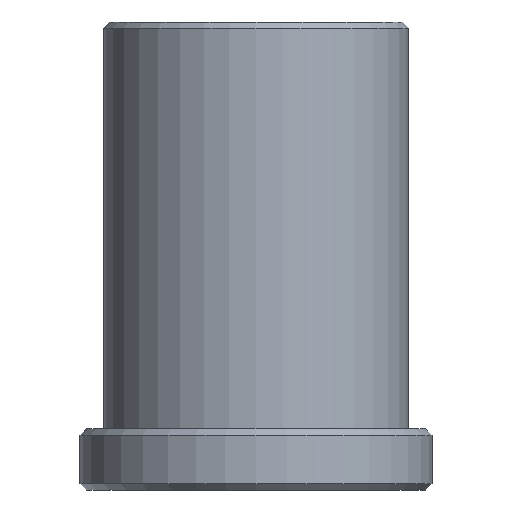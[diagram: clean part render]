
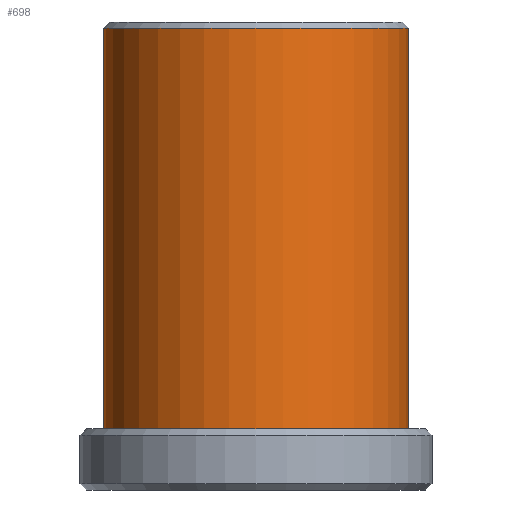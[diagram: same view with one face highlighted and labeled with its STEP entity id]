
A CAD part, front view. The second image highlights one B-rep face of the part: STEP entity #698.
In plain terms, the highlighted cylindrical face has radius 7.5 mm (diameter 15 mm), a partial arc.
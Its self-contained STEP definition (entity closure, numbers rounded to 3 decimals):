
#51 = CARTESIAN_POINT ( 'NONE',  ( 0., 0., 22.7 ) ) ;
#59 = DIRECTION ( 'NONE',  ( 0., 0., -1. ) ) ;
#64 = DIRECTION ( 'NONE',  ( 1., 0., 0. ) ) ;
#65 = EDGE_CURVE ( 'NONE', #1068, #387, #899, .T. ) ;
#238 = FACE_OUTER_BOUND ( 'NONE', #1322, .T. ) ;
#249 = EDGE_CURVE ( 'NONE', #387, #798, #950, .T. ) ;
#260 = DIRECTION ( 'NONE',  ( 0., 0., -1. ) ) ;
#274 = CARTESIAN_POINT ( 'NONE',  ( 7.5, 0., 22.7 ) ) ;
#281 = ORIENTED_EDGE ( 'NONE', *, *, #65, .T. ) ;
#348 = LINE ( 'NONE', #1238, #892 ) ;
#357 = CARTESIAN_POINT ( 'NONE',  ( -7.5, 0., 22.7 ) ) ;
#387 = VERTEX_POINT ( 'NONE', #357 ) ;
#501 = CYLINDRICAL_SURFACE ( 'NONE', #1374, 7.5 ) ;
#552 = AXIS2_PLACEMENT_3D ( 'NONE', #51, #59, #64 ) ;
#557 = CIRCLE ( 'NONE', #976, 7.5 ) ;
#598 = ORIENTED_EDGE ( 'NONE', *, *, #934, .F. ) ;
#652 = VECTOR ( 'NONE', #979, 1000. ) ;
#672 = CARTESIAN_POINT ( 'NONE',  ( 7.5, 0., 3. ) ) ;
#698 = ADVANCED_FACE ( 'NONE', ( #238 ), #501, .T. ) ;
#759 = VERTEX_POINT ( 'NONE', #672 ) ;
#798 = VERTEX_POINT ( 'NONE', #1114 ) ;
#865 = CARTESIAN_POINT ( 'NONE',  ( -7.5, 0., 23. ) ) ;
#871 = EDGE_CURVE ( 'NONE', #1068, #759, #348, .T. ) ;
#892 = VECTOR ( 'NONE', #1127, 1000. ) ;
#899 = CIRCLE ( 'NONE', #552, 7.5 ) ;
#917 = CARTESIAN_POINT ( 'NONE',  ( 0., 0., 3. ) ) ;
#932 = ORIENTED_EDGE ( 'NONE', *, *, #871, .F. ) ;
#934 = EDGE_CURVE ( 'NONE', #759, #798, #557, .T. ) ;
#939 = ORIENTED_EDGE ( 'NONE', *, *, #249, .T. ) ;
#950 = LINE ( 'NONE', #865, #652 ) ;
#976 = AXIS2_PLACEMENT_3D ( 'NONE', #917, #260, #1027 ) ;
#979 = DIRECTION ( 'NONE',  ( 0., 0., -1. ) ) ;
#986 = DIRECTION ( 'NONE',  ( 0., 0., -1. ) ) ;
#1027 = DIRECTION ( 'NONE',  ( -1., 0., 0. ) ) ;
#1068 = VERTEX_POINT ( 'NONE', #274 ) ;
#1100 = DIRECTION ( 'NONE',  ( -1., 0., 0. ) ) ;
#1114 = CARTESIAN_POINT ( 'NONE',  ( -7.5, 0., 3. ) ) ;
#1127 = DIRECTION ( 'NONE',  ( 0., 0., -1. ) ) ;
#1209 = CARTESIAN_POINT ( 'NONE',  ( 0., 0., 23. ) ) ;
#1238 = CARTESIAN_POINT ( 'NONE',  ( 7.5, 0., 23. ) ) ;
#1322 = EDGE_LOOP ( 'NONE', ( #932, #281, #939, #598 ) ) ;
#1374 = AXIS2_PLACEMENT_3D ( 'NONE', #1209, #986, #1100 ) ;
